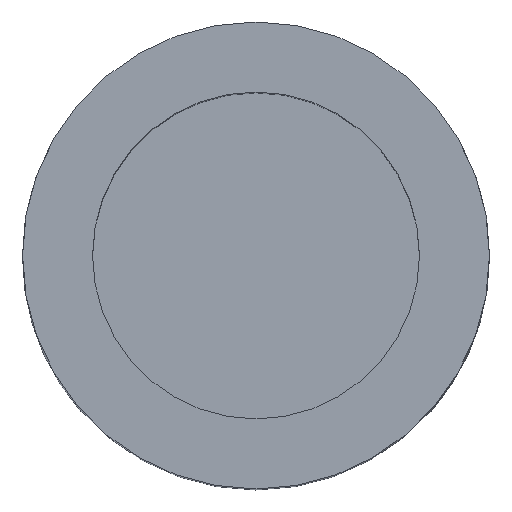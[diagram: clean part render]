
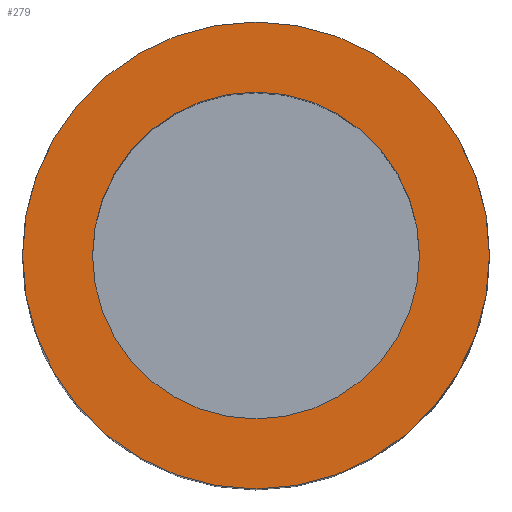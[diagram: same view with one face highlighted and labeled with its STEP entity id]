
A CAD part, top view. The second image highlights one B-rep face of the part: STEP entity #279.
In plain terms, the highlighted planar face has unit normal (0, 0, 1).
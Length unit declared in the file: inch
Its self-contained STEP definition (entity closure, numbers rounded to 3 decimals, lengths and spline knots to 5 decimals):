
#24 = CARTESIAN_POINT ( 'NONE',  ( 0.5, 0., 0. ) ) ;
#27 = CARTESIAN_POINT ( 'NONE',  ( 0., 0., 0. ) ) ;
#34 = DIRECTION ( 'NONE',  ( 1., 0., 0. ) ) ;
#40 = CARTESIAN_POINT ( 'NONE',  ( 0., 0., 0. ) ) ;
#41 = ORIENTED_EDGE ( 'NONE', *, *, #362, .F. ) ;
#45 = VERTEX_POINT ( 'NONE', #312 ) ;
#71 = DIRECTION ( 'NONE',  ( 1., 0., 0. ) ) ;
#83 = VERTEX_POINT ( 'NONE', #91 ) ;
#90 = ORIENTED_EDGE ( 'NONE', *, *, #402, .T. ) ;
#91 = CARTESIAN_POINT ( 'NONE',  ( 0.35, 0., 0. ) ) ;
#93 = AXIS2_PLACEMENT_3D ( 'NONE', #132, #426, #307 ) ;
#105 = DIRECTION ( 'NONE',  ( 0., 0., 1. ) ) ;
#111 = DIRECTION ( 'NONE',  ( 0., 0., 1. ) ) ;
#123 = AXIS2_PLACEMENT_3D ( 'NONE', #27, #285, #389 ) ;
#132 = CARTESIAN_POINT ( 'NONE',  ( 0., 0., 0. ) ) ;
#136 = EDGE_CURVE ( 'NONE', #45, #83, #435, .T. ) ;
#154 = AXIS2_PLACEMENT_3D ( 'NONE', #436, #220, #71 ) ;
#182 = CIRCLE ( 'NONE', #367, 0.5 ) ;
#215 = AXIS2_PLACEMENT_3D ( 'NONE', #256, #105, #427 ) ;
#220 = DIRECTION ( 'NONE',  ( 0., 0., 1. ) ) ;
#227 = VERTEX_POINT ( 'NONE', #442 ) ;
#256 = CARTESIAN_POINT ( 'NONE',  ( 0., 0., 0. ) ) ;
#262 = ORIENTED_EDGE ( 'NONE', *, *, #444, .T. ) ;
#266 = ORIENTED_EDGE ( 'NONE', *, *, #136, .F. ) ;
#279 = ADVANCED_FACE ( 'NONE', ( #420, #415 ), #345, .F. ) ;
#285 = DIRECTION ( 'NONE',  ( 0., 0., 1. ) ) ;
#297 = EDGE_LOOP ( 'NONE', ( #41, #266 ) ) ;
#303 = EDGE_LOOP ( 'NONE', ( #262, #90 ) ) ;
#307 = DIRECTION ( 'NONE',  ( -1., 0., 0. ) ) ;
#312 = CARTESIAN_POINT ( 'NONE',  ( -0.35, 0., 0. ) ) ;
#336 = VERTEX_POINT ( 'NONE', #24 ) ;
#340 = CIRCLE ( 'NONE', #123, 0.35 ) ;
#345 = PLANE ( 'NONE',  #93 ) ;
#362 = EDGE_CURVE ( 'NONE', #83, #45, #340, .T. ) ;
#367 = AXIS2_PLACEMENT_3D ( 'NONE', #40, #111, #34 ) ;
#389 = DIRECTION ( 'NONE',  ( 1., 0., 0. ) ) ;
#402 = EDGE_CURVE ( 'NONE', #227, #336, #182, .T. ) ;
#403 = CIRCLE ( 'NONE', #154, 0.5 ) ;
#415 = FACE_OUTER_BOUND ( 'NONE', #303, .T. ) ;
#420 = FACE_BOUND ( 'NONE', #297, .T. ) ;
#426 = DIRECTION ( 'NONE',  ( 0., 0., -1. ) ) ;
#427 = DIRECTION ( 'NONE',  ( 1., 0., 0. ) ) ;
#435 = CIRCLE ( 'NONE', #215, 0.35 ) ;
#436 = CARTESIAN_POINT ( 'NONE',  ( 0., 0., 0. ) ) ;
#442 = CARTESIAN_POINT ( 'NONE',  ( -0.5, 0., 0. ) ) ;
#444 = EDGE_CURVE ( 'NONE', #336, #227, #403, .T. ) ;
